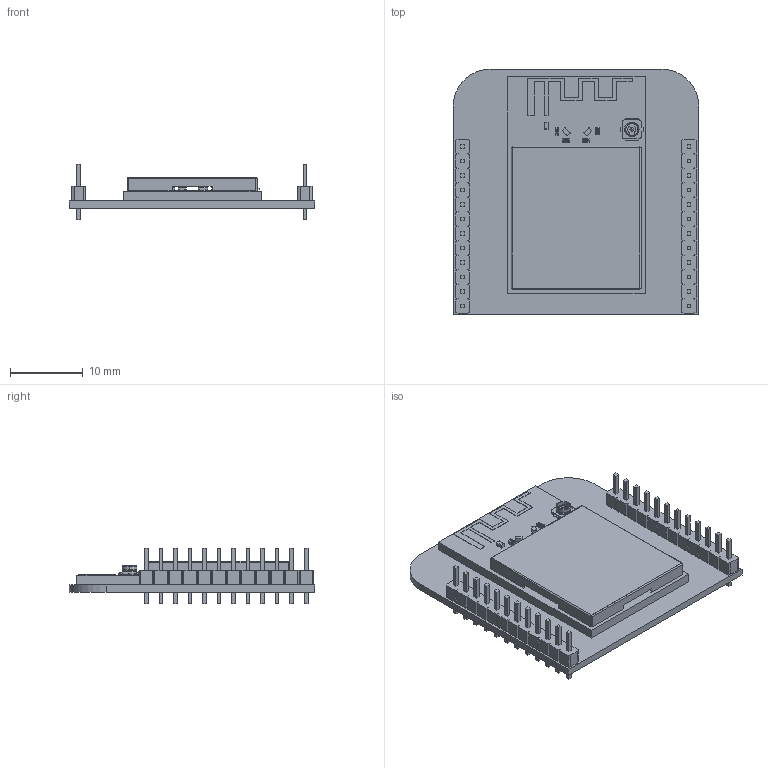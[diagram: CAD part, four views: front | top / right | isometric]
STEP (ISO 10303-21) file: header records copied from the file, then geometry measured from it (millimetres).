
FILE_DESCRIPTION(('Open CASCADE Model'),'2;1');
FILE_NAME('Open CASCADE Shape Model','2016-02-09T15:14:31',('Author'),( 'Open CASCADE'),'Open CASCADE STEP processor 6.8','Open CASCADE 6.8' ,'Unknown');
FILE_SCHEMA(('AUTOMOTIVE_DESIGN { 1 0 10303 214 1 1 1 1 }'));
Length unit declared in the file: millimetre
Products named in the file (26): PCB; BoardRF220UF_2-9-16_15.14; Free-Models; MAJOR_LEAGUE_ELECTRONICS_TTSHC-212-S-02-120-GT-LF; SM220_200106-01; Board200106-01_Rev_H.1; L4200106-01_Rev_H.1; Inductor_0402_1; J1200106-01_Rev_H.1; HIROSE_U.FL-R-SMT-1(01)_1; L3200106-01_Rev_H.1; C21200106-01_Rev_H.1; 0402_SMD_Capacitor_JS_2; C20200106-01_Rev_H.1; C24200106-01_Rev_H.1; C25200106-01_Rev_H.1; L2200106-01_Rev_H.1; SH1200106-01_Rev_H.1; LT-4696_REV_P2_0.15mm_material_1; Free-Models_1; 1318601120; Cylinder_1; 1524556896; Extruded_6; 1318599520; Extruded_6_2
Assembly tree (93 placements, depth 6):
  PCB
    BoardRF220UF_2-9-16_15.14
    Free-Models
      MAJOR_LEAGUE_ELECTRONICS_TTSHC-212-S-02-120-GT-LF  x2
      SM220_200106-01
        Board200106-01_Rev_H.1
        L4200106-01_Rev_H.1
          Inductor_0402_1
        J1200106-01_Rev_H.1
          HIROSE_U.FL-R-SMT-1(01)_1
        L3200106-01_Rev_H.1
          Inductor_0402_1
        C21200106-01_Rev_H.1
          0402_SMD_Capacitor_JS_2
        C20200106-01_Rev_H.1
          0402_SMD_Capacitor_JS_2
        C24200106-01_Rev_H.1
          0402_SMD_Capacitor_JS_2
        C25200106-01_Rev_H.1
          0402_SMD_Capacitor_JS_2
        L2200106-01_Rev_H.1
          Inductor_0402_1
        SH1200106-01_Rev_H.1
          LT-4696_REV_P2_0.15mm_material_1
        Free-Models_1
          1318601120  x63
            Cylinder_1
          1524556896
            Extruded_6
          1318599520
            Extruded_6_2
Bounding box: 33.86 x 33.86 x 7.67 mm (x, y, z)
Volume: 2152.1 mm3; surface area: 5655 mm2
Topology: 86 solids, 86 shells, 1376 faces, 3245 edges, 2064 vertices
Faces by surface type: plane 847, cylinder 293, bspline 206, sphere 24, cone 6
Full cylindrical faces by diameter (mm): 0.82 x24
Entity records: 53732 total; most frequent: CARTESIAN_POINT 23699, DIRECTION 4493, LINE 2966, VECTOR 2966, ORIENTED_EDGE 2640, PCURVE 2640, DEFINITIONAL_REPRESENTATION 2640, EDGE_CURVE 1320
